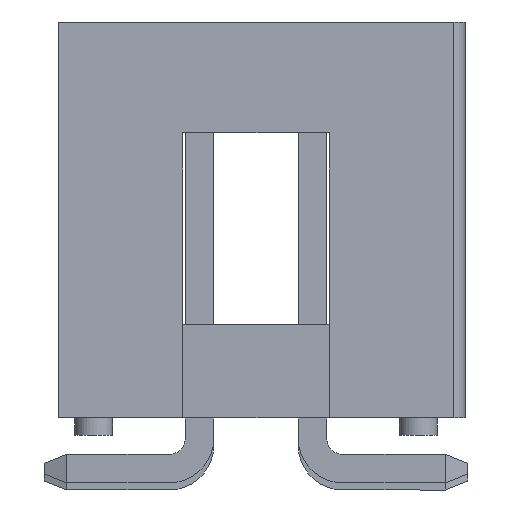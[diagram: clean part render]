
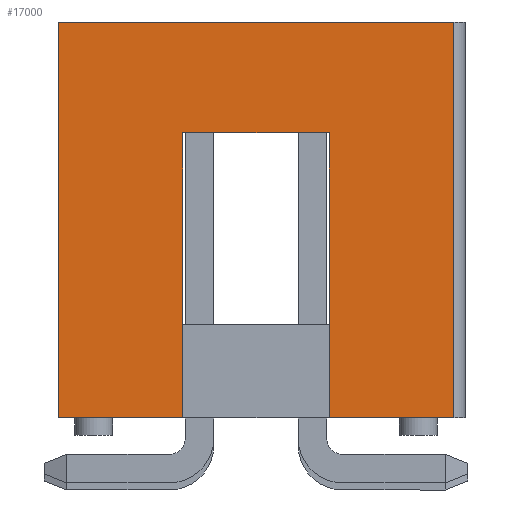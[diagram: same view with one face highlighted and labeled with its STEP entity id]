
A CAD part, front view. The second image highlights one B-rep face of the part: STEP entity #17000.
In plain terms, the highlighted face is planar.
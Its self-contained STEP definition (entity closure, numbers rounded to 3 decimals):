
#2218=ORIENTED_EDGE('',*,*,#4605,.T.);
#2219=ORIENTED_EDGE('',*,*,#4606,.F.);
#2220=ORIENTED_EDGE('',*,*,#4607,.T.);
#2221=ORIENTED_EDGE('',*,*,#4608,.T.);
#2222=ORIENTED_EDGE('',*,*,#4609,.T.);
#2223=ORIENTED_EDGE('',*,*,#4610,.F.);
#2224=ORIENTED_EDGE('',*,*,#4604,.F.);
#2225=ORIENTED_EDGE('',*,*,#4611,.T.);
#4604=EDGE_CURVE('',#5851,#5848,#7155,.T.);
#4605=EDGE_CURVE('',#5852,#5853,#7156,.T.);
#4606=EDGE_CURVE('',#5854,#5853,#7157,.T.);
#4607=EDGE_CURVE('',#5854,#5855,#7158,.T.);
#4608=EDGE_CURVE('',#5855,#5856,#7159,.T.);
#4609=EDGE_CURVE('',#5856,#5857,#7160,.T.);
#4610=EDGE_CURVE('',#5848,#5857,#7161,.T.);
#4611=EDGE_CURVE('',#5851,#5852,#7162,.T.);
#5848=VERTEX_POINT('',#23515);
#5851=VERTEX_POINT('',#23524);
#5852=VERTEX_POINT('',#23528);
#5853=VERTEX_POINT('',#23529);
#5854=VERTEX_POINT('',#23531);
#5855=VERTEX_POINT('',#23533);
#5856=VERTEX_POINT('',#23535);
#5857=VERTEX_POINT('',#23537);
#7155=LINE('',#23525,#8698);
#7156=LINE('',#23527,#8699);
#7157=LINE('',#23530,#8700);
#7158=LINE('',#23532,#8701);
#7159=LINE('',#23534,#8702);
#7160=LINE('',#23536,#8703);
#7161=LINE('',#23538,#8704);
#7162=LINE('',#23539,#8705);
#8698=VECTOR('',#20215,1000.);
#8699=VECTOR('',#20218,1000.);
#8700=VECTOR('',#20219,1000.);
#8701=VECTOR('',#20220,1000.);
#8702=VECTOR('',#20221,1000.);
#8703=VECTOR('',#20222,1000.);
#8704=VECTOR('',#20223,1000.);
#8705=VECTOR('',#20224,1000.);
#9746=EDGE_LOOP('',(#2218,#2219,#2220,#2221,#2222,#2223,#2224,#2225));
#10529=FACE_BOUND('',#9746,.T.);
#11248=PLANE('',#17844);
#17000=ADVANCED_FACE('',(#10529),#11248,.T.);
#17844=AXIS2_PLACEMENT_3D('',#23526,#20216,#20217);
#20215=DIRECTION('',(0.,1.,0.));
#20216=DIRECTION('',(1.,0.,0.));
#20217=DIRECTION('',(0.,0.,-1.));
#20218=DIRECTION('',(0.,1.,0.));
#20219=DIRECTION('',(0.,0.,-1.));
#20220=DIRECTION('',(0.,1.,0.));
#20221=DIRECTION('',(0.,0.,-1.));
#20222=DIRECTION('',(0.,1.,0.));
#20223=DIRECTION('',(0.,0.,-1.));
#20224=DIRECTION('',(0.,0.,-1.));
#23515=CARTESIAN_POINT('',(20.32,4.445,4.445));
#23524=CARTESIAN_POINT('',(20.32,-4.445,4.445));
#23525=CARTESIAN_POINT('',(20.32,-4.445,4.445));
#23526=CARTESIAN_POINT('',(20.32,-4.445,4.445));
#23527=CARTESIAN_POINT('',(20.32,-4.445,-4.445));
#23528=CARTESIAN_POINT('',(20.32,-4.445,-4.445));
#23529=CARTESIAN_POINT('',(20.32,-1.65,-4.445));
#23530=CARTESIAN_POINT('',(20.32,-1.65,1.955));
#23531=CARTESIAN_POINT('',(20.32,-1.65,1.955));
#23532=CARTESIAN_POINT('',(20.32,-1.65,1.955));
#23533=CARTESIAN_POINT('',(20.32,1.65,1.955));
#23534=CARTESIAN_POINT('',(20.32,1.65,1.955));
#23535=CARTESIAN_POINT('',(20.32,1.65,-4.445));
#23536=CARTESIAN_POINT('',(20.32,-4.445,-4.445));
#23537=CARTESIAN_POINT('',(20.32,4.445,-4.445));
#23538=CARTESIAN_POINT('',(20.32,4.445,4.445));
#23539=CARTESIAN_POINT('',(20.32,-4.445,4.445));
